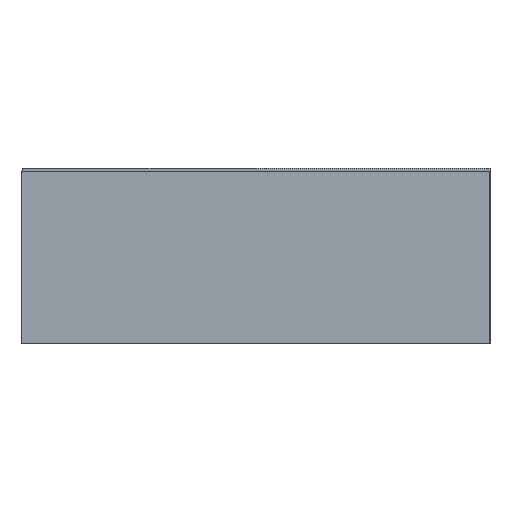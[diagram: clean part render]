
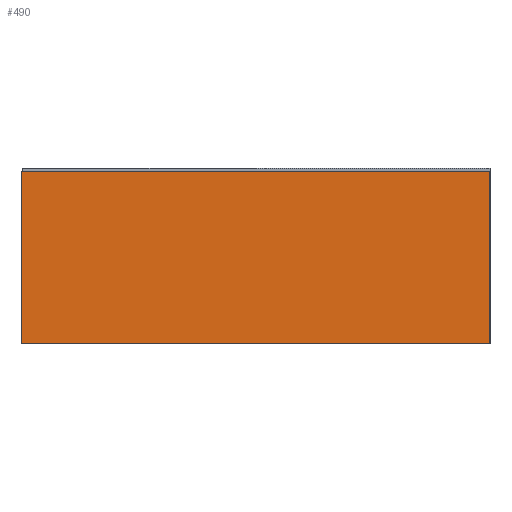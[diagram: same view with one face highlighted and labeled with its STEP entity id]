
A CAD part, left-side view. The second image highlights one B-rep face of the part: STEP entity #490.
In plain terms, the highlighted planar face has unit normal (-1, 0, 0).
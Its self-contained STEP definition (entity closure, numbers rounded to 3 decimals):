
#490=ADVANCED_FACE('',(#1036),#1037,.T.);
#518=EDGE_CURVE('',#1078,#1079,#1080,.T.);
#520=EDGE_CURVE('',#1082,#1078,#1083,.T.);
#522=EDGE_CURVE('',#1082,#1085,#1086,.T.);
#524=EDGE_CURVE('',#1085,#1079,#1088,.T.);
#1036=FACE_OUTER_BOUND('',#1738,.T.);
#1037=PLANE('',#1739);
#1078=VERTEX_POINT('',#1781);
#1079=VERTEX_POINT('',#1782);
#1080=LINE('',#1783,#1784);
#1082=VERTEX_POINT('',#1787);
#1083=LINE('',#1788,#1789);
#1085=VERTEX_POINT('',#1792);
#1086=LINE('',#1793,#1794);
#1088=LINE('',#1797,#1798);
#1738=EDGE_LOOP('',(#3003,#3004,#3005,#3006));
#1739=AXIS2_PLACEMENT_3D('',#3007,#3008,#3009);
#1781=CARTESIAN_POINT('',(-1.55,0.8,0.));
#1782=CARTESIAN_POINT('',(-1.55,0.8,0.59));
#1783=CARTESIAN_POINT('',(-1.55,0.8,0.));
#1784=VECTOR('',#3130,1.0);
#1787=CARTESIAN_POINT('',(-1.55,-0.8,0.));
#1788=CARTESIAN_POINT('',(-1.55,-0.8,0.));
#1789=VECTOR('',#3131,1.0);
#1792=CARTESIAN_POINT('',(-1.55,-0.8,0.59));
#1793=CARTESIAN_POINT('',(-1.55,-0.8,0.));
#1794=VECTOR('',#3132,1.0);
#1797=CARTESIAN_POINT('',(-1.55,-0.8,0.59));
#1798=VECTOR('',#3133,1.0);
#3003=ORIENTED_EDGE('',*,*,#518,.F.);
#3004=ORIENTED_EDGE('',*,*,#520,.F.);
#3005=ORIENTED_EDGE('',*,*,#522,.T.);
#3006=ORIENTED_EDGE('',*,*,#524,.T.);
#3007=CARTESIAN_POINT('',(-1.55,-0.8,0.));
#3008=DIRECTION('',(-1.0,0.0,0.0));
#3009=DIRECTION('',(0.0,0.0,1.0));
#3130=DIRECTION('',(0.0,0.0,1.0));
#3131=DIRECTION('',(0.0,1.0,0.0));
#3132=DIRECTION('',(0.0,0.0,1.0));
#3133=DIRECTION('',(0.0,1.0,0.0));
